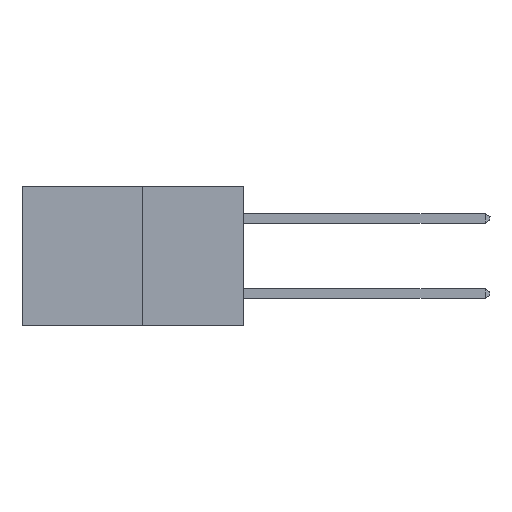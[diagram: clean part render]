
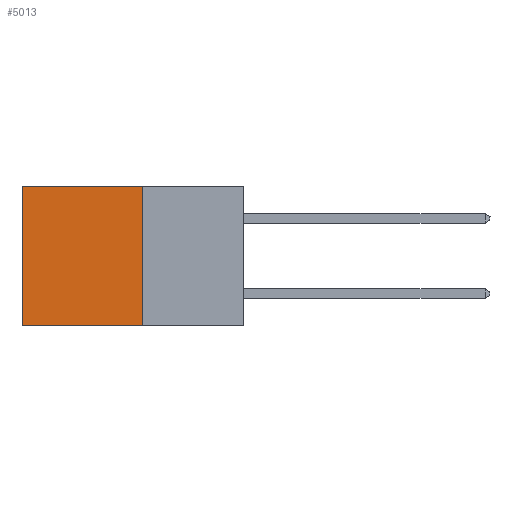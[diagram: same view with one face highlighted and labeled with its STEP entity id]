
A CAD part, left-side view. The second image highlights one B-rep face of the part: STEP entity #5013.
In plain terms, the highlighted planar face has unit normal (-1, 0, 0).
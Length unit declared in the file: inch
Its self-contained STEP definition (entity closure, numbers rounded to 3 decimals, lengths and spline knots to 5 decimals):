
#260 = CARTESIAN_POINT ( 'NONE',  ( 0.277, 0.27, -0.37 ) ) ;
#275 = VERTEX_POINT ( 'NONE', #3523 ) ;
#666 = ORIENTED_EDGE ( 'NONE', *, *, #4954, .F. ) ;
#1082 = EDGE_CURVE ( 'NONE', #9892, #11278, #15152, .T. ) ;
#1416 = LINE ( 'NONE', #260, #8086 ) ;
#1619 = VECTOR ( 'NONE', #3699, 39.37008 ) ;
#1759 = CARTESIAN_POINT ( 'NONE',  ( 0.277, 0.27, -0.37 ) ) ;
#3419 = CARTESIAN_POINT ( 'NONE',  ( 0.277, 0.59, -0.37 ) ) ;
#3523 = CARTESIAN_POINT ( 'NONE',  ( 0.277, 0.27, -0.37 ) ) ;
#3699 = DIRECTION ( 'NONE',  ( 0., 0., -1. ) ) ;
#3749 = DIRECTION ( 'NONE',  ( 0., 1., 0. ) ) ;
#3848 = EDGE_CURVE ( 'NONE', #11278, #9389, #5540, .T. ) ;
#4874 = FACE_OUTER_BOUND ( 'NONE', #14499, .T. ) ;
#4954 = EDGE_CURVE ( 'NONE', #9892, #275, #8849, .T. ) ;
#4991 = VECTOR ( 'NONE', #3749, 39.37008 ) ;
#5013 = ADVANCED_FACE ( 'NONE', ( #4874 ), #12557, .F. ) ;
#5297 = VECTOR ( 'NONE', #12325, 39.37008 ) ;
#5452 = CARTESIAN_POINT ( 'NONE',  ( 0.277, 0.27, 0. ) ) ;
#5540 = LINE ( 'NONE', #3419, #1619 ) ;
#6876 = AXIS2_PLACEMENT_3D ( 'NONE', #13410, #12532, #12518 ) ;
#8086 = VECTOR ( 'NONE', #8265, 39.37008 ) ;
#8265 = DIRECTION ( 'NONE',  ( 0., 1., 0. ) ) ;
#8342 = EDGE_CURVE ( 'NONE', #275, #9389, #1416, .T. ) ;
#8388 = ORIENTED_EDGE ( 'NONE', *, *, #3848, .T. ) ;
#8849 = LINE ( 'NONE', #1759, #5297 ) ;
#9207 = ORIENTED_EDGE ( 'NONE', *, *, #8342, .F. ) ;
#9389 = VERTEX_POINT ( 'NONE', #15716 ) ;
#9892 = VERTEX_POINT ( 'NONE', #15292 ) ;
#11278 = VERTEX_POINT ( 'NONE', #15505 ) ;
#12325 = DIRECTION ( 'NONE',  ( 0., 0., -1. ) ) ;
#12518 = DIRECTION ( 'NONE',  ( 0., 0., -1. ) ) ;
#12532 = DIRECTION ( 'NONE',  ( 1., 0., 0. ) ) ;
#12557 = PLANE ( 'NONE',  #6876 ) ;
#13410 = CARTESIAN_POINT ( 'NONE',  ( 0.277, 0.27, -0.37 ) ) ;
#14499 = EDGE_LOOP ( 'NONE', ( #8388, #9207, #666, #15204 ) ) ;
#15152 = LINE ( 'NONE', #5452, #4991 ) ;
#15204 = ORIENTED_EDGE ( 'NONE', *, *, #1082, .T. ) ;
#15292 = CARTESIAN_POINT ( 'NONE',  ( 0.277, 0.27, 0. ) ) ;
#15505 = CARTESIAN_POINT ( 'NONE',  ( 0.277, 0.59, 0. ) ) ;
#15716 = CARTESIAN_POINT ( 'NONE',  ( 0.277, 0.59, -0.37 ) ) ;
